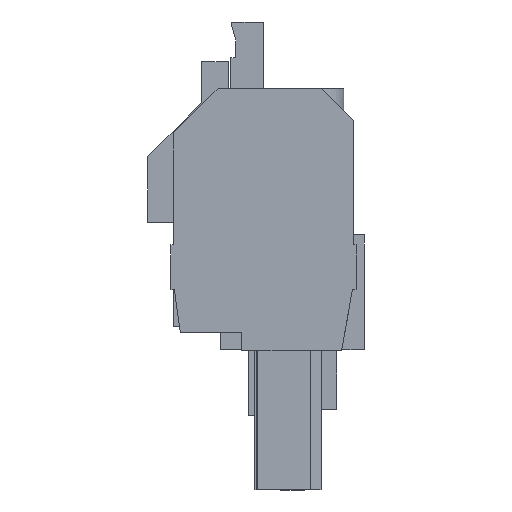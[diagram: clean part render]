
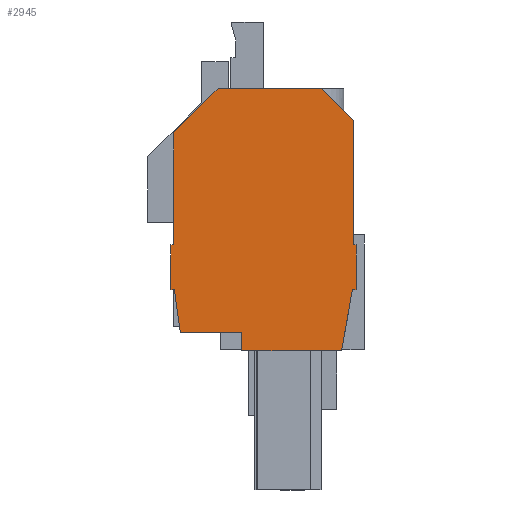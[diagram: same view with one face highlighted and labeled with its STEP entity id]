
A CAD part, left-side view. The second image highlights one B-rep face of the part: STEP entity #2945.
In plain terms, the highlighted planar face has unit normal (-1, 0, 0).
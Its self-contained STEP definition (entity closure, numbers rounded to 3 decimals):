
#2856=AXIS2_PLACEMENT_3D('Plane Axis2P3D',#2853,#2854,#2855) ;
#111=CARTESIAN_POINT('Vertex',(0.,21.23,27.3)) ;
#116=CARTESIAN_POINT('Line Origine',(0.,21.23,33.532)) ;
#120=CARTESIAN_POINT('Vertex',(0.,21.23,39.764)) ;
#247=CARTESIAN_POINT('Vertex',(0.,1.23,27.3)) ;
#403=CARTESIAN_POINT('Vertex',(0.,1.23,41.114)) ;
#406=CARTESIAN_POINT('Line Origine',(0.,1.23,34.207)) ;
#2193=CARTESIAN_POINT('Vertex',(0.,1.334,22.3)) ;
#2196=CARTESIAN_POINT('Line Origine',(0.,1.934,18.9)) ;
#2200=CARTESIAN_POINT('Vertex',(0.,2.533,15.5)) ;
#2251=CARTESIAN_POINT('Vertex',(0.,20.487,17.5)) ;
#2254=CARTESIAN_POINT('Line Origine',(0.,20.825,19.9)) ;
#2258=CARTESIAN_POINT('Vertex',(0.,21.162,22.3)) ;
#2718=CARTESIAN_POINT('Vertex',(0.,4.816,44.7)) ;
#2721=CARTESIAN_POINT('Line Origine',(0.,3.023,42.907)) ;
#2853=CARTESIAN_POINT('Axis2P3D Location',(0.,0.93,0.)) ;
#2858=CARTESIAN_POINT('Line Origine',(0.,21.53,24.8)) ;
#2862=CARTESIAN_POINT('Vertex',(0.,21.53,27.3)) ;
#2864=CARTESIAN_POINT('Vertex',(0.,21.53,22.3)) ;
#2867=CARTESIAN_POINT('Line Origine',(0.,21.346,22.3)) ;
#2872=CARTESIAN_POINT('Line Origine',(0.,17.07,17.5)) ;
#2876=CARTESIAN_POINT('Vertex',(0.,13.653,17.5)) ;
#2879=CARTESIAN_POINT('Line Origine',(0.,13.653,16.5)) ;
#2883=CARTESIAN_POINT('Vertex',(0.,13.653,15.5)) ;
#2886=CARTESIAN_POINT('Line Origine',(0.,8.093,15.5)) ;
#2891=CARTESIAN_POINT('Line Origine',(0.,1.132,22.3)) ;
#2895=CARTESIAN_POINT('Vertex',(0.,0.93,22.3)) ;
#2898=CARTESIAN_POINT('Line Origine',(0.,0.93,24.8)) ;
#2902=CARTESIAN_POINT('Vertex',(0.,0.93,27.3)) ;
#2905=CARTESIAN_POINT('Line Origine',(0.,1.08,27.3)) ;
#2910=CARTESIAN_POINT('Line Origine',(0.,10.555,44.7)) ;
#2914=CARTESIAN_POINT('Vertex',(0.,16.294,44.7)) ;
#2917=CARTESIAN_POINT('Line Origine',(0.,18.762,42.232)) ;
#2922=CARTESIAN_POINT('Line Origine',(0.,21.38,27.3)) ;
#117=DIRECTION('Vector Direction',(0.,0.,1.)) ;
#407=DIRECTION('Vector Direction',(0.,0.,-1.)) ;
#2197=DIRECTION('Vector Direction',(0.,0.174,-0.985)) ;
#2255=DIRECTION('Vector Direction',(0.,-0.139,-0.99)) ;
#2722=DIRECTION('Vector Direction',(0.,0.707,0.707)) ;
#2854=DIRECTION('Axis2P3D Direction',(-1.,0.,0.)) ;
#2855=DIRECTION('Axis2P3D XDirection',(0.,0.,1.)) ;
#2859=DIRECTION('Vector Direction',(0.,0.,-1.)) ;
#2868=DIRECTION('Vector Direction',(0.,-1.,0.)) ;
#2873=DIRECTION('Vector Direction',(0.,-1.,0.)) ;
#2880=DIRECTION('Vector Direction',(0.,0.,-1.)) ;
#2887=DIRECTION('Vector Direction',(0.,-1.,0.)) ;
#2892=DIRECTION('Vector Direction',(0.,-1.,0.)) ;
#2899=DIRECTION('Vector Direction',(0.,0.,1.)) ;
#2906=DIRECTION('Vector Direction',(0.,1.,0.)) ;
#2911=DIRECTION('Vector Direction',(0.,1.,0.)) ;
#2918=DIRECTION('Vector Direction',(0.,0.707,-0.707)) ;
#2923=DIRECTION('Vector Direction',(0.,1.,0.)) ;
#118=VECTOR('Line Direction',#117,1.) ;
#408=VECTOR('Line Direction',#407,1.) ;
#2198=VECTOR('Line Direction',#2197,1.) ;
#2256=VECTOR('Line Direction',#2255,1.) ;
#2723=VECTOR('Line Direction',#2722,1.) ;
#2860=VECTOR('Line Direction',#2859,1.) ;
#2869=VECTOR('Line Direction',#2868,1.) ;
#2874=VECTOR('Line Direction',#2873,1.) ;
#2881=VECTOR('Line Direction',#2880,1.) ;
#2888=VECTOR('Line Direction',#2887,1.) ;
#2893=VECTOR('Line Direction',#2892,1.) ;
#2900=VECTOR('Line Direction',#2899,1.) ;
#2907=VECTOR('Line Direction',#2906,1.) ;
#2912=VECTOR('Line Direction',#2911,1.) ;
#2919=VECTOR('Line Direction',#2918,1.) ;
#2924=VECTOR('Line Direction',#2923,1.) ;
#2928=ORIENTED_EDGE('',*,*,#2866,.T.) ;
#2929=ORIENTED_EDGE('',*,*,#2871,.T.) ;
#2930=ORIENTED_EDGE('',*,*,#2260,.T.) ;
#2931=ORIENTED_EDGE('',*,*,#2878,.T.) ;
#2932=ORIENTED_EDGE('',*,*,#2885,.T.) ;
#2933=ORIENTED_EDGE('',*,*,#2890,.T.) ;
#2934=ORIENTED_EDGE('',*,*,#2202,.T.) ;
#2935=ORIENTED_EDGE('',*,*,#2897,.T.) ;
#2936=ORIENTED_EDGE('',*,*,#2904,.T.) ;
#2937=ORIENTED_EDGE('',*,*,#2909,.T.) ;
#2938=ORIENTED_EDGE('',*,*,#410,.T.) ;
#2939=ORIENTED_EDGE('',*,*,#2725,.T.) ;
#2940=ORIENTED_EDGE('',*,*,#2916,.T.) ;
#2941=ORIENTED_EDGE('',*,*,#2921,.T.) ;
#2942=ORIENTED_EDGE('',*,*,#122,.T.) ;
#2943=ORIENTED_EDGE('',*,*,#2926,.T.) ;
#2945=ADVANCED_FACE('housing',(#2944),#2857,.T.) ;
#122=EDGE_CURVE('',#121,#112,#119,.F.) ;
#410=EDGE_CURVE('',#248,#404,#409,.F.) ;
#2202=EDGE_CURVE('',#2201,#2194,#2199,.F.) ;
#2260=EDGE_CURVE('',#2259,#2252,#2257,.T.) ;
#2725=EDGE_CURVE('',#404,#2719,#2724,.T.) ;
#2866=EDGE_CURVE('',#2863,#2865,#2861,.T.) ;
#2871=EDGE_CURVE('',#2865,#2259,#2870,.T.) ;
#2878=EDGE_CURVE('',#2252,#2877,#2875,.T.) ;
#2885=EDGE_CURVE('',#2877,#2884,#2882,.T.) ;
#2890=EDGE_CURVE('',#2884,#2201,#2889,.T.) ;
#2897=EDGE_CURVE('',#2194,#2896,#2894,.T.) ;
#2904=EDGE_CURVE('',#2896,#2903,#2901,.T.) ;
#2909=EDGE_CURVE('',#2903,#248,#2908,.T.) ;
#2916=EDGE_CURVE('',#2719,#2915,#2913,.T.) ;
#2921=EDGE_CURVE('',#2915,#121,#2920,.T.) ;
#2926=EDGE_CURVE('',#112,#2863,#2925,.T.) ;
#2927=EDGE_LOOP('',(#2928,#2929,#2930,#2931,#2932,#2933,#2934,#2935,#2936,#2937,#2938,#2939,#2940,#2941,#2942,#2943)) ;
#2944=FACE_OUTER_BOUND('',#2927,.T.) ;
#119=LINE('Line',#116,#118) ;
#409=LINE('Line',#406,#408) ;
#2199=LINE('Line',#2196,#2198) ;
#2257=LINE('Line',#2254,#2256) ;
#2724=LINE('Line',#2721,#2723) ;
#2861=LINE('Line',#2858,#2860) ;
#2870=LINE('Line',#2867,#2869) ;
#2875=LINE('Line',#2872,#2874) ;
#2882=LINE('Line',#2879,#2881) ;
#2889=LINE('Line',#2886,#2888) ;
#2894=LINE('Line',#2891,#2893) ;
#2901=LINE('Line',#2898,#2900) ;
#2908=LINE('Line',#2905,#2907) ;
#2913=LINE('Line',#2910,#2912) ;
#2920=LINE('Line',#2917,#2919) ;
#2925=LINE('Line',#2922,#2924) ;
#2857=PLANE('',#2856) ;
#112=VERTEX_POINT('',#111) ;
#121=VERTEX_POINT('',#120) ;
#248=VERTEX_POINT('',#247) ;
#404=VERTEX_POINT('',#403) ;
#2194=VERTEX_POINT('',#2193) ;
#2201=VERTEX_POINT('',#2200) ;
#2252=VERTEX_POINT('',#2251) ;
#2259=VERTEX_POINT('',#2258) ;
#2719=VERTEX_POINT('',#2718) ;
#2863=VERTEX_POINT('',#2862) ;
#2865=VERTEX_POINT('',#2864) ;
#2877=VERTEX_POINT('',#2876) ;
#2884=VERTEX_POINT('',#2883) ;
#2896=VERTEX_POINT('',#2895) ;
#2903=VERTEX_POINT('',#2902) ;
#2915=VERTEX_POINT('',#2914) ;
